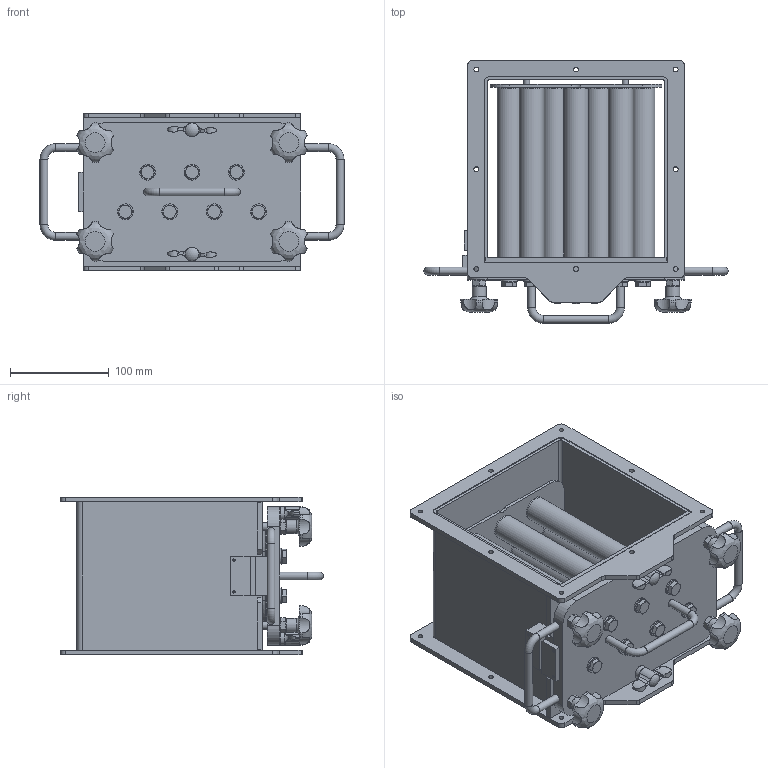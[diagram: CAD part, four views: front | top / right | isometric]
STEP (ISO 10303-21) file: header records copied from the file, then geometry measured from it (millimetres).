
FILE_DESCRIPTION(/* description */ (''),/* implementation_level */ '2;1');
FILE_NAME(/* name */ 'SECFP18030.stp',/* time_stamp */ '2023-06-21T15:35:23+02:00',/* author */ ('dk'),/* organization */ (''),/* preprocessor_version */ 'ST-DEVELOPER v18.1',/* originating_system */ 'Autodesk Inventor 2021',/* authorisation */ '');
FILE_SCHEMA (('AUTOMOTIVE_DESIGN { 1 0 10303 214 3 1 1 }'));
Length unit declared in the file: millimetre
Products named in the file (1): Part13
Bounding box: 308 x 266 x 160 mm (x, y, z)
Volume: 599444.8 mm3; surface area: 647061.3 mm2
Topology: 19 solids, 20 shells, 752 faces, 1764 edges, 1118 vertices
Faces by surface type: cylinder 290, plane 285, cone 105, torus 66, bspline 4, sphere 2
Full cylindrical faces by diameter (mm): 2.459 x4, 4.917 x16, 6 x4, 6.2 x2, 6.647 x11, 7 x2, 7.323 x7, 8 x24, 8.4 x7, 8.5 x7, 10 x4, 11.4 x7, 14 x6, 16 x7, 24 x7, 25 x21
Entity records: 24003 total; most frequent: CARTESIAN_POINT 5820, DIRECTION 3733, ORIENTED_EDGE 3530, EDGE_CURVE 1765, AXIS2_PLACEMENT_3D 1499, VERTEX_POINT 1118, EDGE_LOOP 903, STYLED_ITEM 757
